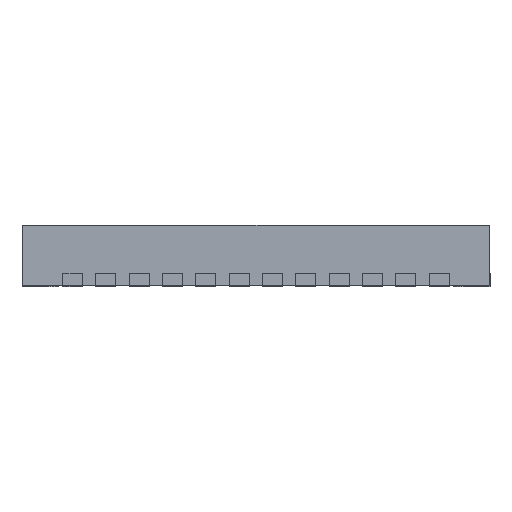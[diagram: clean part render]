
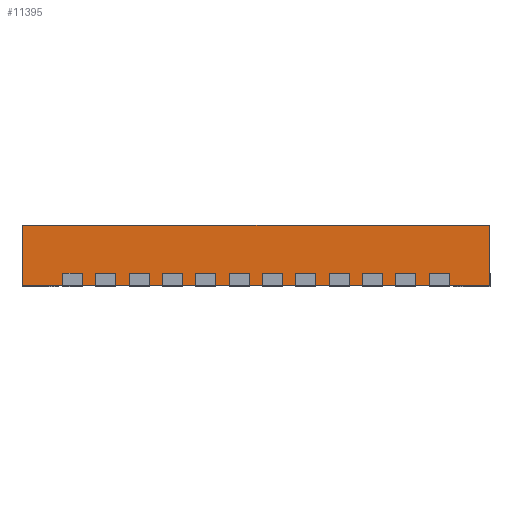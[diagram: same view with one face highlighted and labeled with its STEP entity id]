
A CAD part, left-side view. The second image highlights one B-rep face of the part: STEP entity #11395.
In plain terms, the highlighted planar face has unit normal (-1, 0, 0).
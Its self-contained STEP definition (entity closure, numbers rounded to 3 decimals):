
#1071 = VERTEX_POINT ( 'NONE', #14774 ) ;
#2313 = VERTEX_POINT ( 'NONE', #8442 ) ;
#2806 = DIRECTION ( 'NONE',  ( 0., 0., -1. ) ) ;
#2955 = LINE ( 'NONE', #28084, #22452 ) ;
#3684 = LINE ( 'NONE', #31859, #9556 ) ;
#3755 = VECTOR ( 'NONE', #16203, 1000. ) ;
#6088 = CARTESIAN_POINT ( 'NONE',  ( -4., 3.5, 0.03 ) ) ;
#7550 = VECTOR ( 'NONE', #14737, 1000. ) ;
#7914 = EDGE_CURVE ( 'NONE', #2313, #29536, #3684, .T. ) ;
#8219 = ORIENTED_EDGE ( 'NONE', *, *, #23955, .T. ) ;
#8442 = CARTESIAN_POINT ( 'NONE',  ( -4., -3.5, 0.93 ) ) ;
#9347 = CARTESIAN_POINT ( 'NONE',  ( -4., 3.5, 0.93 ) ) ;
#9556 = VECTOR ( 'NONE', #16612, 1000. ) ;
#11319 = LINE ( 'NONE', #21190, #3755 ) ;
#11395 = ADVANCED_FACE ( 'NONE', ( #33126 ), #12504, .F. ) ;
#11425 = ORIENTED_EDGE ( 'NONE', *, *, #7914, .F. ) ;
#12504 = PLANE ( 'NONE',  #18634 ) ;
#12840 = DIRECTION ( 'NONE',  ( 0., 1., 0. ) ) ;
#14737 = DIRECTION ( 'NONE',  ( 0., -1., 0. ) ) ;
#14774 = CARTESIAN_POINT ( 'NONE',  ( -4., 3.5, 0.93 ) ) ;
#16203 = DIRECTION ( 'NONE',  ( 0., -1., 0. ) ) ;
#16612 = DIRECTION ( 'NONE',  ( 0., 0., -1. ) ) ;
#17592 = LINE ( 'NONE', #9347, #7550 ) ;
#18634 = AXIS2_PLACEMENT_3D ( 'NONE', #20032, #25520, #12840 ) ;
#20032 = CARTESIAN_POINT ( 'NONE',  ( -4., 3.5, 0.93 ) ) ;
#20841 = CARTESIAN_POINT ( 'NONE',  ( -4., -3.5, 0.03 ) ) ;
#21190 = CARTESIAN_POINT ( 'NONE',  ( -4., 3.5, 0.03 ) ) ;
#21390 = ORIENTED_EDGE ( 'NONE', *, *, #23337, .T. ) ;
#22452 = VECTOR ( 'NONE', #2806, 1000. ) ;
#23337 = EDGE_CURVE ( 'NONE', #1071, #28118, #2955, .T. ) ;
#23955 = EDGE_CURVE ( 'NONE', #28118, #29536, #11319, .T. ) ;
#25516 = ORIENTED_EDGE ( 'NONE', *, *, #30876, .F. ) ;
#25520 = DIRECTION ( 'NONE',  ( 1., 0., 0. ) ) ;
#26623 = EDGE_LOOP ( 'NONE', ( #8219, #11425, #25516, #21390 ) ) ;
#28084 = CARTESIAN_POINT ( 'NONE',  ( -4., 3.5, 0.93 ) ) ;
#28118 = VERTEX_POINT ( 'NONE', #6088 ) ;
#29536 = VERTEX_POINT ( 'NONE', #20841 ) ;
#30876 = EDGE_CURVE ( 'NONE', #1071, #2313, #17592, .T. ) ;
#31859 = CARTESIAN_POINT ( 'NONE',  ( -4., -3.5, 0.93 ) ) ;
#33126 = FACE_OUTER_BOUND ( 'NONE', #26623, .T. ) ;
